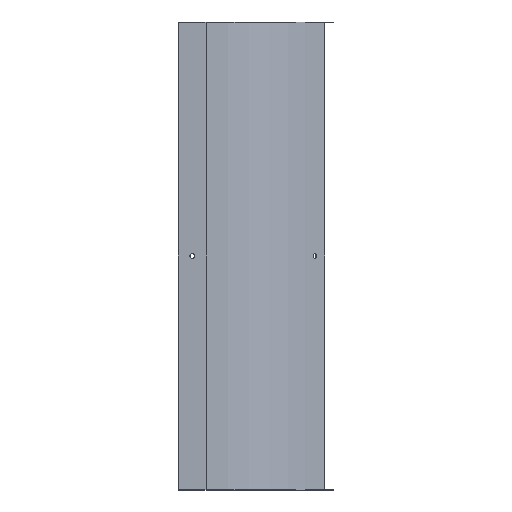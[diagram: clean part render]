
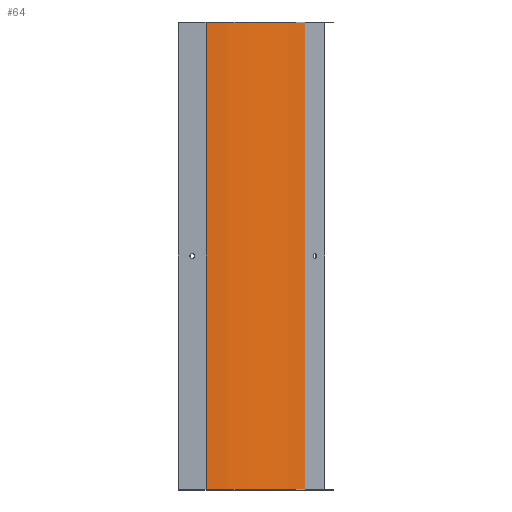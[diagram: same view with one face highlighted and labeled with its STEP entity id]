
A CAD part, front view. The second image highlights one B-rep face of the part: STEP entity #64.
In plain terms, the highlighted cylindrical face has radius 150 mm (diameter 300 mm), a partial arc.
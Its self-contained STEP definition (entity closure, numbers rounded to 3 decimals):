
#8 = DIRECTION ( 'NONE',  ( 1., 0., 0. ) ) ;
#51 = CARTESIAN_POINT ( 'NONE',  ( 29.792, 164., -501.2 ) ) ;
#52 = DIRECTION ( 'NONE',  ( 0., 0., 1. ) ) ;
#64 = ADVANCED_FACE ( 'NONE', ( #236 ), #231, .T. ) ;
#82 = DIRECTION ( 'NONE',  ( 0., 0., -1. ) ) ;
#83 = CARTESIAN_POINT ( 'NONE',  ( 29.792, 164., 0. ) ) ;
#85 = DIRECTION ( 'NONE',  ( 1., 0., 0. ) ) ;
#86 = DIRECTION ( 'NONE',  ( 0., 0., -1. ) ) ;
#87 = CARTESIAN_POINT ( 'NONE',  ( 29.792, 164., -500.4 ) ) ;
#89 = DIRECTION ( 'NONE',  ( 0., 0., 1. ) ) ;
#110 = CARTESIAN_POINT ( 'NONE',  ( 29.792, 14., -501.2 ) ) ;
#134 = LINE ( 'NONE', #618, #187 ) ;
#187 = VECTOR ( 'NONE', #621, 1000. ) ;
#231 = CYLINDRICAL_SURFACE ( 'NONE', #481, 150. ) ;
#236 = FACE_OUTER_BOUND ( 'NONE', #392, .T. ) ;
#248 = ORIENTED_EDGE ( 'NONE', *, *, #521, .F. ) ;
#249 = ORIENTED_EDGE ( 'NONE', *, *, #522, .F. ) ;
#252 = ORIENTED_EDGE ( 'NONE', *, *, #533, .T. ) ;
#253 = ORIENTED_EDGE ( 'NONE', *, *, #523, .T. ) ;
#279 = VERTEX_POINT ( 'NONE', #649 ) ;
#281 = VERTEX_POINT ( 'NONE', #647 ) ;
#285 = VERTEX_POINT ( 'NONE', #637 ) ;
#290 = VERTEX_POINT ( 'NONE', #630 ) ;
#392 = EDGE_LOOP ( 'NONE', ( #248, #249, #252, #253 ) ) ;
#417 = VECTOR ( 'NONE', #89, 1000. ) ;
#422 = CIRCLE ( 'NONE', #554, 150. ) ;
#432 = LINE ( 'NONE', #110, #417 ) ;
#438 = CIRCLE ( 'NONE', #555, 150. ) ;
#481 = AXIS2_PLACEMENT_3D ( 'NONE', #51, #52, #8 ) ;
#521 = EDGE_CURVE ( 'NONE', #281, #279, #432, .T. ) ;
#522 = EDGE_CURVE ( 'NONE', #285, #281, #438, .T. ) ;
#523 = EDGE_CURVE ( 'NONE', #290, #279, #422, .T. ) ;
#533 = EDGE_CURVE ( 'NONE', #285, #290, #134, .T. ) ;
#554 = AXIS2_PLACEMENT_3D ( 'NONE', #83, #82, #600 ) ;
#555 = AXIS2_PLACEMENT_3D ( 'NONE', #87, #86, #85 ) ;
#600 = DIRECTION ( 'NONE',  ( 1., 0., 0. ) ) ;
#618 = CARTESIAN_POINT ( 'NONE',  ( 135.858, 57.934, -501.2 ) ) ;
#621 = DIRECTION ( 'NONE',  ( 0., 0., 1. ) ) ;
#630 = CARTESIAN_POINT ( 'NONE',  ( 135.858, 57.934, 0. ) ) ;
#637 = CARTESIAN_POINT ( 'NONE',  ( 135.858, 57.934, -500.4 ) ) ;
#647 = CARTESIAN_POINT ( 'NONE',  ( 29.792, 14., -500.4 ) ) ;
#649 = CARTESIAN_POINT ( 'NONE',  ( 29.792, 14., 0. ) ) ;
